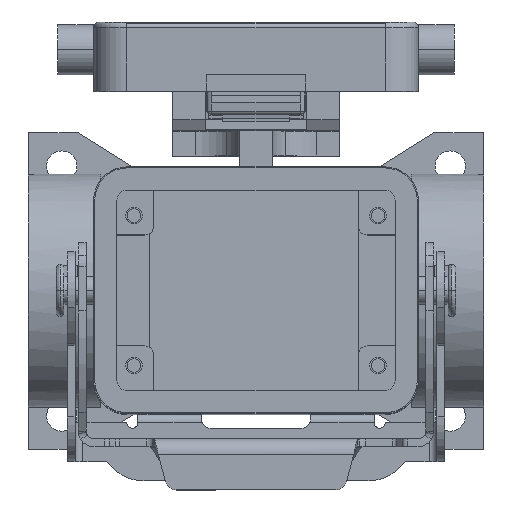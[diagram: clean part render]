
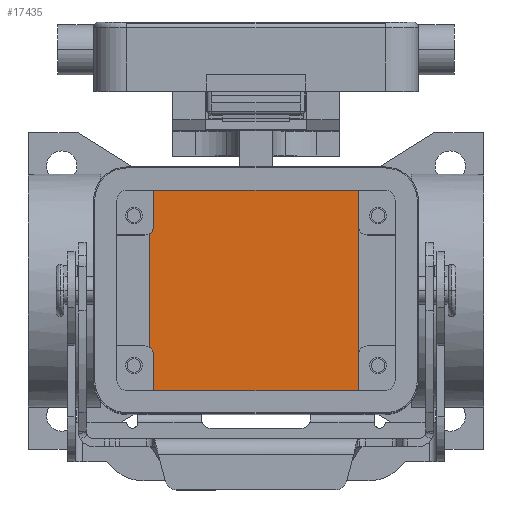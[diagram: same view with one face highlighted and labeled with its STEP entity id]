
A CAD part, top view. The second image highlights one B-rep face of the part: STEP entity #17435.
In plain terms, the highlighted planar face has unit normal (0, 0, 1).
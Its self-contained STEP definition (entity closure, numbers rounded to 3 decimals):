
#17362=CARTESIAN_POINT('',(0.0,0.,-62.0));
#17363=DIRECTION('',(0.0,0.0,1.0));
#17364=DIRECTION('',(1.0,0.0,0.0));
#17365=AXIS2_PLACEMENT_3D('',#17362,#17363,#17364);
#17366=PLANE('',#17365);
#17367=CARTESIAN_POINT('',(-19.25,10.201,-62.0));
#17368=VERTEX_POINT('',#17367);
#17369=CARTESIAN_POINT('',(-19.25,-10.201,-62.0));
#17370=VERTEX_POINT('',#17369);
#17371=CARTESIAN_POINT('',(-19.25,10.201,-62.0));
#17372=DIRECTION('',(0.0,-1.0,0.0));
#17373=VECTOR('',#17372,20.402);
#17374=LINE('',#17371,#17373);
#17375=EDGE_CURVE('',#17368,#17370,#17374,.T.);
#17376=ORIENTED_EDGE('',*,*,#17375,.T.);
#17377=CARTESIAN_POINT('',(-18.5,-11.5,-62.));
#17378=VERTEX_POINT('',#17377);
#17379=CARTESIAN_POINT('',(-20.0,-11.5,-62.0));
#17380=DIRECTION('',(0.0,0.0,-1.0));
#17381=DIRECTION('',(-1.0,0.0,0.0));
#17382=AXIS2_PLACEMENT_3D('',#17379,#17380,#17381);
#17383=CIRCLE('',#17382,1.5);
#17384=EDGE_CURVE('',#17370,#17378,#17383,.T.);
#17385=ORIENTED_EDGE('',*,*,#17384,.T.);
#17386=CARTESIAN_POINT('',(-18.5,-18.25,-62.));
#17387=VERTEX_POINT('',#17386);
#17388=CARTESIAN_POINT('',(-18.5,-11.5,-62.));
#17389=DIRECTION('',(0.0,-1.0,0.0));
#17390=VECTOR('',#17389,6.75);
#17391=LINE('',#17388,#17390);
#17392=EDGE_CURVE('',#17378,#17387,#17391,.T.);
#17393=ORIENTED_EDGE('',*,*,#17392,.T.);
#17394=CARTESIAN_POINT('',(18.5,-18.25,-62.));
#17395=VERTEX_POINT('',#17394);
#17396=CARTESIAN_POINT('',(-18.5,-18.25,-62.));
#17397=DIRECTION('',(1.0,0.0,0.0));
#17398=VECTOR('',#17397,37.0);
#17399=LINE('',#17396,#17398);
#17400=EDGE_CURVE('',#17387,#17395,#17399,.T.);
#17401=ORIENTED_EDGE('',*,*,#17400,.T.);
#17402=CARTESIAN_POINT('',(18.5,18.25,-62.));
#17403=VERTEX_POINT('',#17402);
#17404=CARTESIAN_POINT('',(18.5,-18.25,-62.));
#17405=DIRECTION('',(0.0,1.0,0.0));
#17406=VECTOR('',#17405,36.5);
#17407=LINE('',#17404,#17406);
#17408=EDGE_CURVE('',#17395,#17403,#17407,.T.);
#17409=ORIENTED_EDGE('',*,*,#17408,.T.);
#17410=CARTESIAN_POINT('',(-18.5,18.25,-62.));
#17411=VERTEX_POINT('',#17410);
#17412=CARTESIAN_POINT('',(18.5,18.25,-62.));
#17413=DIRECTION('',(-1.0,0.0,0.0));
#17414=VECTOR('',#17413,37.);
#17415=LINE('',#17412,#17414);
#17416=EDGE_CURVE('',#17403,#17411,#17415,.T.);
#17417=ORIENTED_EDGE('',*,*,#17416,.T.);
#17418=CARTESIAN_POINT('',(-18.5,11.5,-62.));
#17419=VERTEX_POINT('',#17418);
#17420=CARTESIAN_POINT('',(-18.5,18.25,-62.));
#17421=DIRECTION('',(0.0,-1.0,0.0));
#17422=VECTOR('',#17421,6.75);
#17423=LINE('',#17420,#17422);
#17424=EDGE_CURVE('',#17411,#17419,#17423,.T.);
#17425=ORIENTED_EDGE('',*,*,#17424,.T.);
#17426=CARTESIAN_POINT('',(-20.0,11.5,-62.0));
#17427=DIRECTION('',(0.0,0.0,-1.0));
#17428=DIRECTION('',(0.0,-1.0,0.0));
#17429=AXIS2_PLACEMENT_3D('',#17426,#17427,#17428);
#17430=CIRCLE('',#17429,1.5);
#17431=EDGE_CURVE('',#17419,#17368,#17430,.T.);
#17432=ORIENTED_EDGE('',*,*,#17431,.T.);
#17433=EDGE_LOOP('',(#17376,#17385,#17393,#17401,#17409,#17417,#17425,#17432));
#17434=FACE_OUTER_BOUND('',#17433,.T.);
#17435=ADVANCED_FACE('',(#17434),#17366,.T.);
